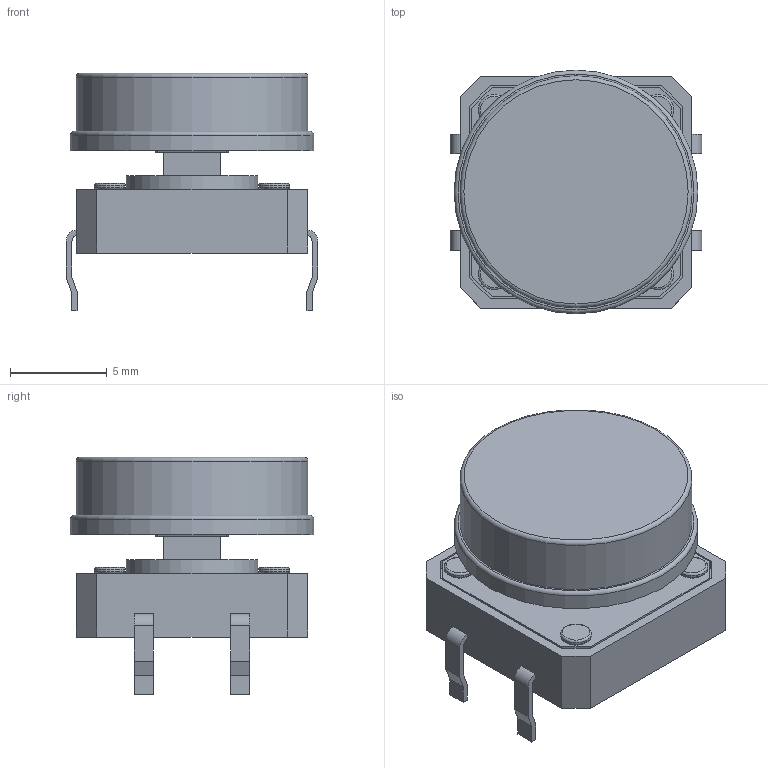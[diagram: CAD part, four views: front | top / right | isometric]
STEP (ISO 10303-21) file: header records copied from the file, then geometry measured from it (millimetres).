
FILE_DESCRIPTION(('FreeCAD Model'),'2;1');
FILE_NAME('pts125_12mm_snap_yellow.step','2020-01-22T20:27:30',('Author'),(''), 'Open CASCADE STEP processor 7.3','FreeCAD','Unknown');
FILE_SCHEMA(('AUTOMOTIVE_DESIGN { 1 0 10303 214 1 1 1 1 }'));
Length unit declared in the file: millimetre
Products named in the file (7): PinA; PinB; Case; Base; ArrayLocks; PushSuport; Yellow
Bounding box: 13.02 x 12.6 x 12.28 mm (x, y, z)
Volume: 769.9 mm3; surface area: 1497.4 mm2
Topology: 12 solids, 12 shells, 188 faces, 423 edges, 263 vertices
Faces by surface type: plane 128, cylinder 41, torus 11, sphere 8
Full cylindrical faces by diameter (mm): 0.98 x4, 1 x4, 1.6 x4, 2 x1, 6.8 x1, 7 x1, 12 x1, 12.6 x1
Entity records: 10662 total; most frequent: CARTESIAN_POINT 1913, DIRECTION 1616, LINE 951, VECTOR 951, ORIENTED_EDGE 830, PCURVE 830, DEFINITIONAL_REPRESENTATION 830, EDGE_CURVE 415
